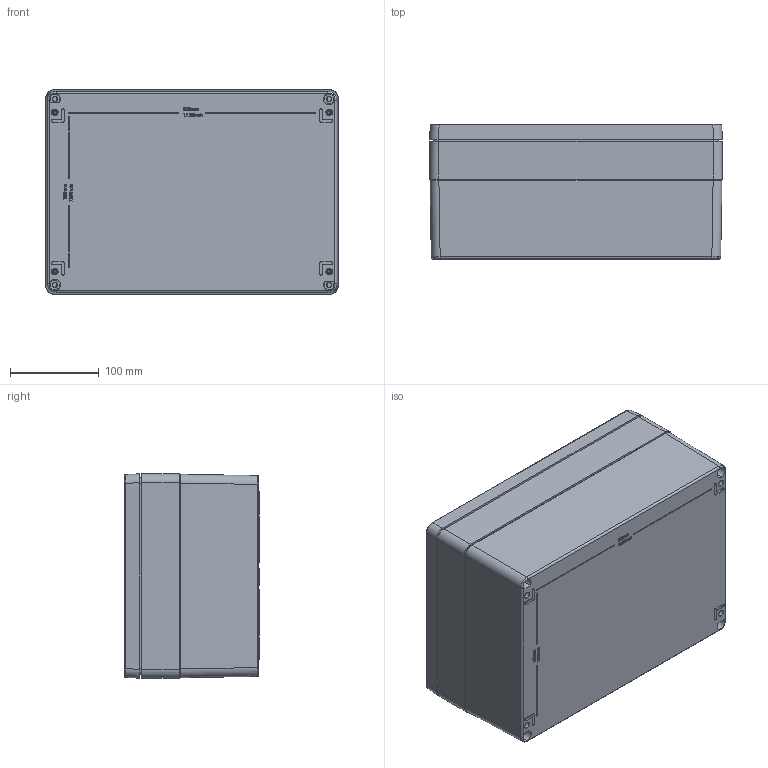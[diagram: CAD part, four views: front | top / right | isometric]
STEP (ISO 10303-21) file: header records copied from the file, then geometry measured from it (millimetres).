
FILE_DESCRIPTION (( 'STEP AP214' ), '1' );
FILE_NAME ('13120510.STEP', '2016-03-10T13:26:28', ( 'Macha' ), ( 'Hewlett-Packard Company' ), 'SwSTEP 2.0', 'SolidWorks 2015', '' );
FILE_SCHEMA (( 'AUTOMOTIVE_DESIGN' ));
Length unit declared in the file: millimetre
Products named in the file (5): 08962; 08862_Without fillet; 01062; 13120510; 93154
Assembly tree (7 placements, depth 2):
  13120510
    01062
    08862_Without fillet
    08962
    93154  x4
Bounding box: 331 x 153.1 x 231 mm (x, y, z)
Volume: 1699016 mm3; surface area: 625186.1 mm2
Topology: 7 solids, 7 shells, 1464 faces, 3608 edges, 2281 vertices
Faces by surface type: plane 615, bspline 335, cone 283, cylinder 168, torus 59, sphere 4
Entity records: 60512 total; most frequent: CARTESIAN_POINT 29903, ORIENTED_EDGE 6816, DIRECTION 5280, EDGE_CURVE 3408, VERTEX_POINT 2182, AXIS2_PLACEMENT_3D 1782, LINE 1716, VECTOR 1716
